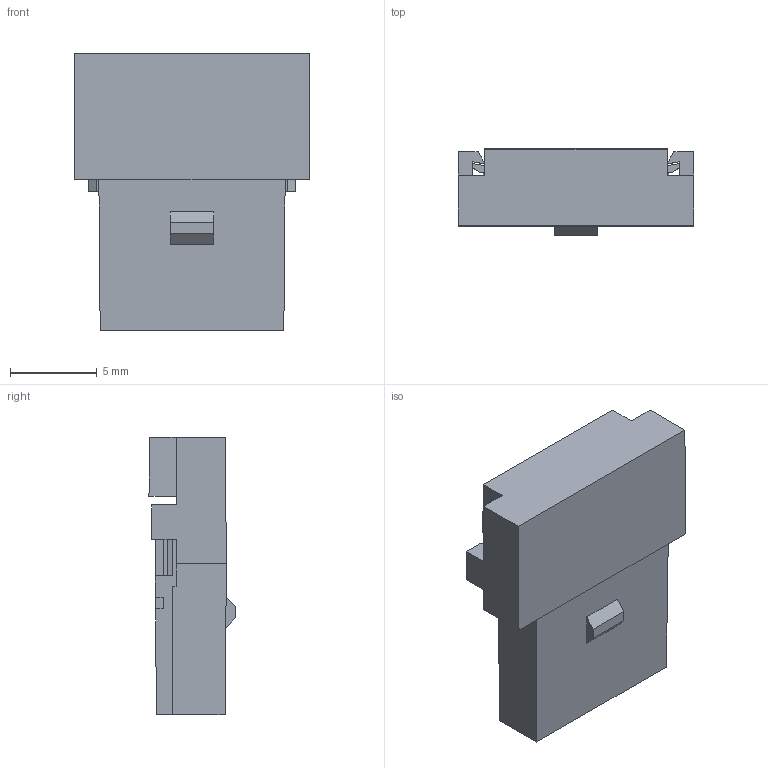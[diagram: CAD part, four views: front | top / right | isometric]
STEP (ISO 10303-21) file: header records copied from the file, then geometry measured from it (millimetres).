
FILE_DESCRIPTION(/* description */ (''),/* implementation_level */ '2;1');
FILE_NAME(/* name */ '15342528_ENV.stp',/* time_stamp */ '2024-06-07T10:53:50+08:00',/* author */ (''),/* organization */ (''),/* preprocessor_version */ 'ST-DEVELOPER v16',/* originating_system */ 'SIEMENS PLM Software NX 11.0',/* authorisation */ '');
FILE_SCHEMA (('AP203_CONFIGURATION_CONTROLLED_3D_DESIGN_OF_MECHANICAL_PARTS_AND_ASSEMBLIES_MIM_LF { 1 0 10303 403 2 1 2}'));
Length unit declared in the file: millimetre
Products named in the file (1): 15342528_ENV
Bounding box: 13.6 x 4.97 x 16 mm (x, y, z)
Volume: 742.6 mm3; surface area: 708.6 mm2
Topology: 1 solids, 1 shells, 65 faces, 200 edges, 130 vertices
Faces by surface type: plane 65
Entity records: 2284 total; most frequent: ORIENTED_EDGE 400, CARTESIAN_POINT 396, DIRECTION 332, EDGE_CURVE 200, LINE 200, VECTOR 200, VERTEX_POINT 130, EDGE_LOOP 66
